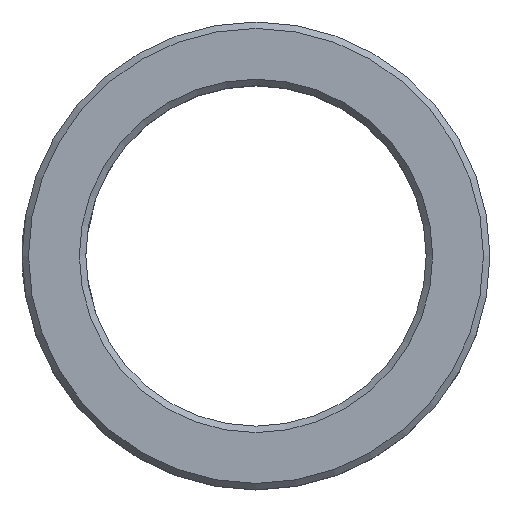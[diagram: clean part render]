
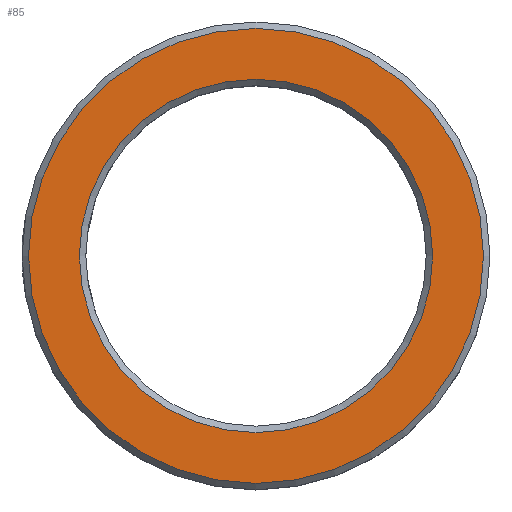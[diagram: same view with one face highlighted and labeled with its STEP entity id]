
A CAD part, top view. The second image highlights one B-rep face of the part: STEP entity #85.
In plain terms, the highlighted planar face has unit normal (0, 0, 1).
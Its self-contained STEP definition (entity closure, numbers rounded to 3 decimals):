
#5 = ORIENTED_EDGE ( 'NONE', *, *, #389, .T. ) ;
#16 = DIRECTION ( 'NONE',  ( 0., -1., 0. ) ) ;
#48 = DIRECTION ( 'NONE',  ( -1., 0., 0. ) ) ;
#49 = EDGE_LOOP ( 'NONE', ( #364 ) ) ;
#85 = ADVANCED_FACE ( 'NONE', ( #155, #189 ), #182, .T. ) ;
#101 = AXIS2_PLACEMENT_3D ( 'NONE', #283, #346, #345 ) ;
#125 = AXIS2_PLACEMENT_3D ( 'NONE', #173, #331, #48 ) ;
#132 = AXIS2_PLACEMENT_3D ( 'NONE', #298, #210, #16 ) ;
#137 = CARTESIAN_POINT ( 'NONE',  ( -14.1, 0., 10. ) ) ;
#155 = FACE_BOUND ( 'NONE', #49, .T. ) ;
#162 = EDGE_LOOP ( 'NONE', ( #5 ) ) ;
#173 = CARTESIAN_POINT ( 'NONE',  ( 0., 0., 10. ) ) ;
#175 = VERTEX_POINT ( 'NONE', #358 ) ;
#182 = PLANE ( 'NONE',  #101 ) ;
#189 = FACE_OUTER_BOUND ( 'NONE', #162, .T. ) ;
#210 = DIRECTION ( 'NONE',  ( 0., 0., -1. ) ) ;
#259 = CIRCLE ( 'NONE', #132, 10.95 ) ;
#273 = VERTEX_POINT ( 'NONE', #137 ) ;
#283 = CARTESIAN_POINT ( 'NONE',  ( 0., 0., 10. ) ) ;
#298 = CARTESIAN_POINT ( 'NONE',  ( 0., 0., 10. ) ) ;
#319 = CIRCLE ( 'NONE', #125, 14.1 ) ;
#331 = DIRECTION ( 'NONE',  ( 0., 0., 1. ) ) ;
#345 = DIRECTION ( 'NONE',  ( 1., 0., 0. ) ) ;
#346 = DIRECTION ( 'NONE',  ( 0., 0., 1. ) ) ;
#358 = CARTESIAN_POINT ( 'NONE',  ( 0., -10.95, 10. ) ) ;
#364 = ORIENTED_EDGE ( 'NONE', *, *, #403, .T. ) ;
#389 = EDGE_CURVE ( 'NONE', #273, #273, #319, .T. ) ;
#403 = EDGE_CURVE ( 'NONE', #175, #175, #259, .T. ) ;
